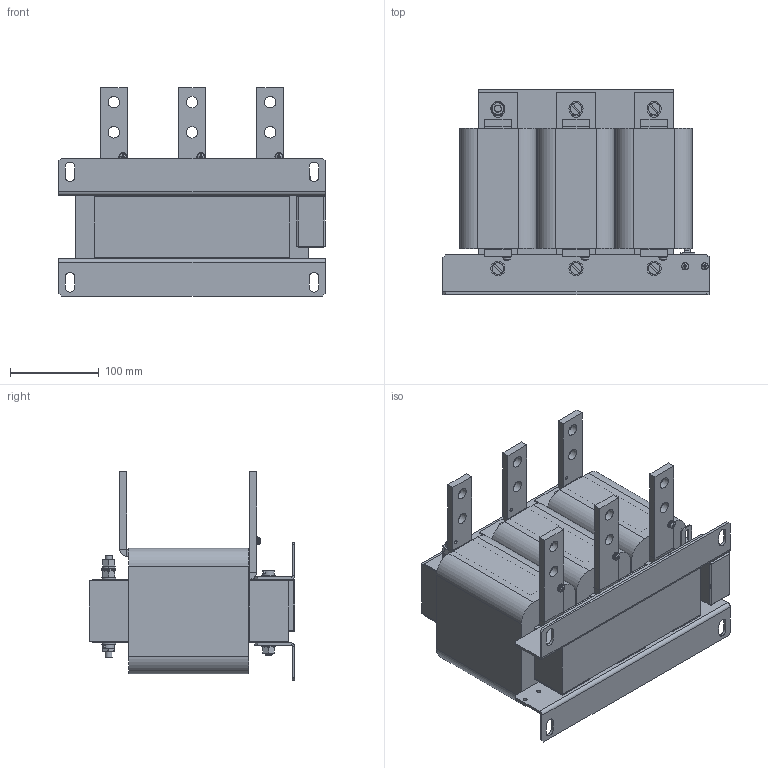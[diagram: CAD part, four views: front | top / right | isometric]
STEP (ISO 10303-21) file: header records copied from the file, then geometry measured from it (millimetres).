
FILE_DESCRIPTION (( 'STEP AP214' ), '1' );
FILE_NAME ('130B2849.STEP', '2015-02-12T10:11:33', ( 'EDV' ), ( 'Microsoft' ), 'SwSTEP 2.0', 'SolidWorks 2014', '' );
FILE_SCHEMA (( 'AUTOMOTIVE_DESIGN' ));
Length unit declared in the file: millimetre
Products named in the file (23): 130B2849; #142-0042; Luftspalt 1 f黵 B 0908115; Luftspalt 2 f黵 B 0908115; #143-0135; Luftspalt 3 f黵 B 0908115; #020-1720; #040-1211; D58; #700-1262; #700-1263; hex nut gradec_din_Hexagon Nut ISO 4034 - M8 - N; plain washer grade a_din_Washer DIN 125 - A 8.4; M8x90-DIN84; M8x100-DIN84; pan head cross recess screw_din_ISO 7045 - M4 x 10 - Z --- 10N; pan head cross recess screw_din_ISO 7045 - M4 x 8 - Z --- 8N; curved spring lock washer_din_Spring washer DIN 128 - A8; curved spring lock washer_din_Spring washer DIN 128 - A4; plain washer grade a_din_Washer DIN 125 - A 4.3; Wickel B 0908115; Verguss f黵 #020-1720
Assembly tree (91 placements, depth 2):
  130B2849
    #142-0042
    Luftspalt 1 f黵 B 0908115
    Luftspalt 2 f黵 B 0908115
    #143-0135  x15
    Luftspalt 3 f黵 B 0908115  x12
    #142-0042
    #020-1720
    #040-1211  x2
    D58  x6
    #700-1262  x3
    #700-1263  x3
    hex nut gradec_din_Hexagon Nut ISO 4034 - M8 - N  x7
    plain washer grade a_din_Washer DIN 125 - A 8.4  x14
    M8x90-DIN84  x5
    M8x100-DIN84
    pan head cross recess screw_din_ISO 7045 - M4 x 10 - Z --- 10N  x2
    pan head cross recess screw_din_ISO 7045 - M4 x 8 - Z --- 8N  x3
    curved spring lock washer_din_Spring washer DIN 128 - A8
    curved spring lock washer_din_Spring washer DIN 128 - A4  x5
    plain washer grade a_din_Washer DIN 125 - A 4.3  x3
    Wickel B 0908115  x3
    Verguss f黵 #020-1720
Bounding box: 300 x 231.6 x 234.5 mm (x, y, z)
Volume: 6682791.8 mm3; surface area: 1138318.1 mm2
Topology: 91 solids, 91 shells, 1279 faces, 2908 edges, 1849 vertices
Faces by surface type: plane 845, cylinder 191, cone 129, bspline 87, torus 22, sphere 5
Full cylindrical faces by diameter (mm): 3.7 x6, 4 x7, 4.3 x3, 4.5 x4, 6 x2, 6.477 x1, 6.8 x7, 8 x18, 8.4 x14, 9 x3, 11 x18, 13 x18, 16 x14
Entity records: 25696 total; most frequent: CARTESIAN_POINT 8687, ORIENTED_EDGE 2744, DIRECTION 2561, EDGE_CURVE 1372, LINE 927, VECTOR 927, VERTEX_POINT 907, AXIS2_PLACEMENT_3D 817
